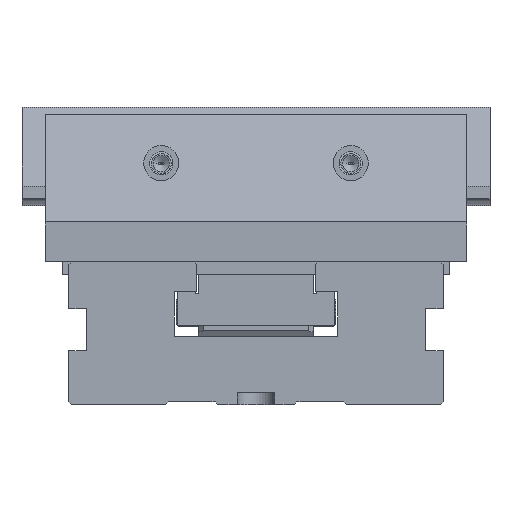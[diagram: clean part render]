
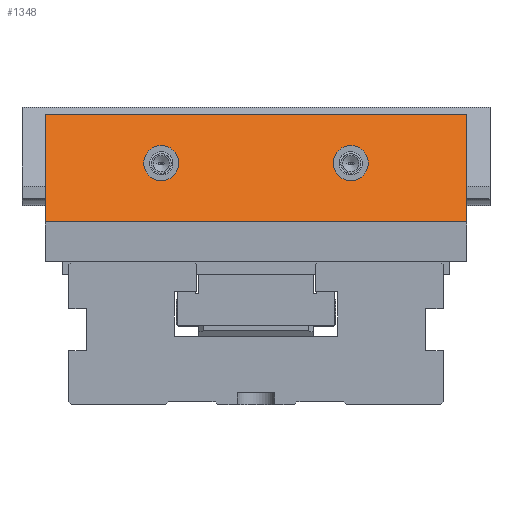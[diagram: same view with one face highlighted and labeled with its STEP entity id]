
A CAD part, left-side view. The second image highlights one B-rep face of the part: STEP entity #1348.
In plain terms, the highlighted planar face has unit normal (-0.924, 0, 0.383).
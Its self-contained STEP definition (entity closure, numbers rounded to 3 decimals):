
#239=ELLIPSE('',#8618,8.118,7.5);
#240=ELLIPSE('',#8633,8.118,7.5);
#707=FACE_BOUND('',#2521,.T.);
#708=FACE_BOUND('',#2522,.T.);
#709=FACE_BOUND('',#2523,.T.);
#1348=ADVANCED_FACE('',(#707,#708,#709),#1701,.F.);
#1701=PLANE('',#8635);
#2521=EDGE_LOOP('',(#3933,#3934,#3935,#3936));
#2522=EDGE_LOOP('',(#3937));
#2523=EDGE_LOOP('',(#3938));
#3933=ORIENTED_EDGE('',*,*,#6232,.T.);
#3934=ORIENTED_EDGE('',*,*,#6216,.T.);
#3935=ORIENTED_EDGE('',*,*,#6249,.T.);
#3936=ORIENTED_EDGE('',*,*,#6236,.T.);
#3937=ORIENTED_EDGE('',*,*,#6282,.F.);
#3938=ORIENTED_EDGE('',*,*,#6276,.F.);
#5303=VERTEX_POINT('',#12816);
#5304=VERTEX_POINT('',#12817);
#5317=VERTEX_POINT('',#12848);
#5320=VERTEX_POINT('',#12856);
#5347=VERTEX_POINT('',#12943);
#5354=VERTEX_POINT('',#12965);
#6216=EDGE_CURVE('',#5303,#5304,#7125,.T.);
#6232=EDGE_CURVE('',#5317,#5303,#7139,.T.);
#6236=EDGE_CURVE('',#5320,#5317,#7142,.T.);
#6249=EDGE_CURVE('',#5304,#5320,#7153,.T.);
#6276=EDGE_CURVE('',#5347,#5347,#239,.T.);
#6282=EDGE_CURVE('',#5354,#5354,#240,.T.);
#7125=LINE('',#12815,#7853);
#7139=LINE('',#12847,#7867);
#7142=LINE('',#12855,#7870);
#7153=LINE('',#12880,#7881);
#7853=VECTOR('',#10062,1.);
#7867=VECTOR('',#10084,1.);
#7870=VECTOR('',#10091,1.);
#7881=VECTOR('',#10110,1.);
#8618=AXIS2_PLACEMENT_3D('',#12942,#10184,#10185);
#8633=AXIS2_PLACEMENT_3D('',#12964,#10214,#10215);
#8635=AXIS2_PLACEMENT_3D('',#12967,#10218,#10219);
#10062=DIRECTION('',(0.,1.,0.));
#10084=DIRECTION('',(0.383,0.,0.924));
#10091=DIRECTION('',(0.,-1.,0.));
#10110=DIRECTION('',(-0.383,0.,-0.924));
#10184=DIRECTION('',(-0.924,0.,0.383));
#10185=DIRECTION('',(0.383,0.,0.924));
#10214=DIRECTION('',(-0.924,0.,0.383));
#10215=DIRECTION('',(0.383,0.,0.924));
#10218=DIRECTION('',(0.924,0.,-0.383));
#10219=DIRECTION('',(-0.383,0.,-0.924));
#12815=CARTESIAN_POINT('',(19.042,80.,124.4));
#12816=CARTESIAN_POINT('',(19.042,-10.,124.4));
#12817=CARTESIAN_POINT('',(19.042,170.,124.4));
#12847=CARTESIAN_POINT('',(0.589,-10.,79.853));
#12848=CARTESIAN_POINT('',(0.,-10.,78.43));
#12855=CARTESIAN_POINT('',(0.,80.,78.43));
#12856=CARTESIAN_POINT('',(0.,170.,78.43));
#12880=CARTESIAN_POINT('',(0.589,170.,79.853));
#12942=CARTESIAN_POINT('',(10.405,120.5,103.55));
#12943=CARTESIAN_POINT('',(13.512,120.5,111.05));
#12964=CARTESIAN_POINT('',(10.405,39.5,103.55));
#12965=CARTESIAN_POINT('',(13.512,39.5,111.05));
#12967=CARTESIAN_POINT('',(21.926,80.,131.363));
